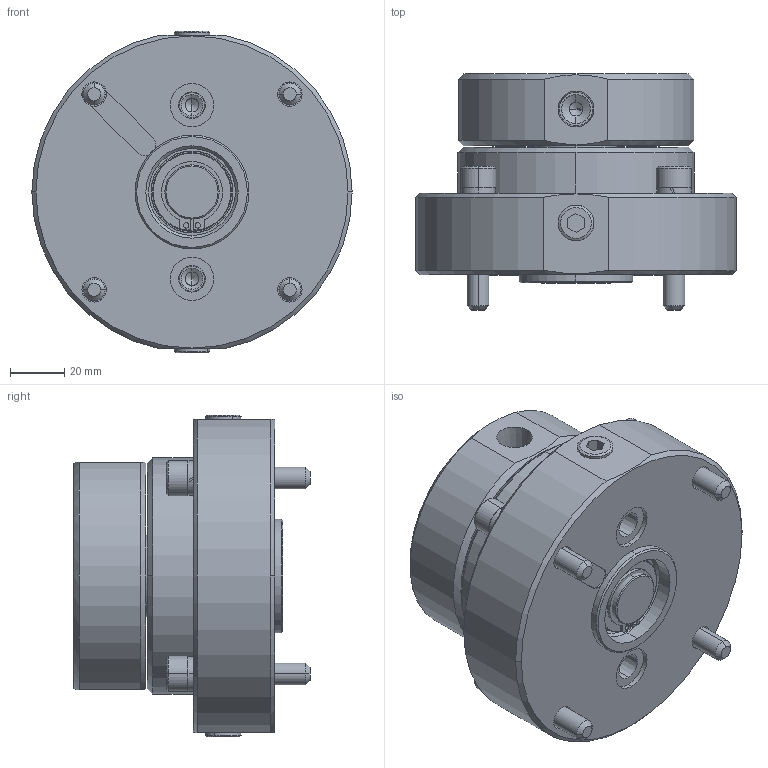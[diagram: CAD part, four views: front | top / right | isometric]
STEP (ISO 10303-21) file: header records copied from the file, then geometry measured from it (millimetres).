
FILE_DESCRIPTION (( 'STEP AP203' ), '1' );
FILE_NAME ('JRC0200-S-A.STEP', '2019-09-23T07:08:19', ( '微软用户' ), ( '微软中国' ), 'SwSTEP 2.0', 'SolidWorks 2012', '' );
FILE_SCHEMA (( 'CONFIG_CONTROL_DESIGN' ));
Length unit declared in the file: millimetre
Products named in the file (8): JRC0200-S-A; Rネジ1_4; 曽宍兽然轤M8; 6妏寠晅无倌_M8(45); STW-20; JRC02_04トメワ受け; JRC0200シャフト; JRC0200ハウジング
Assembly tree (14 placements, depth 2):
  JRC0200-S-A
    JRC0200ハウジング
    JRC0200シャフト
    JRC02_04トメワ受け
    STW-20
    6妏寠晅无倌_M8(45)  x4
    曽宍兽然轤M8  x4
    Rネジ1_4  x2
Bounding box: 118 x 87 x 118.6 mm (x, y, z)
Volume: 573537.7 mm3; surface area: 83598.7 mm2
Topology: 14 solids, 14 shells, 387 faces, 839 edges, 484 vertices
Faces by surface type: plane 129, cone 128, cylinder 126, bspline 4
Entity records: 8336 total; most frequent: CARTESIAN_POINT 1612, DIRECTION 1301, ORIENTED_EDGE 1110, EDGE_CURVE 555, AXIS2_PLACEMENT_3D 534, VERTEX_POINT 341, EDGE_LOOP 290, CIRCLE 272
